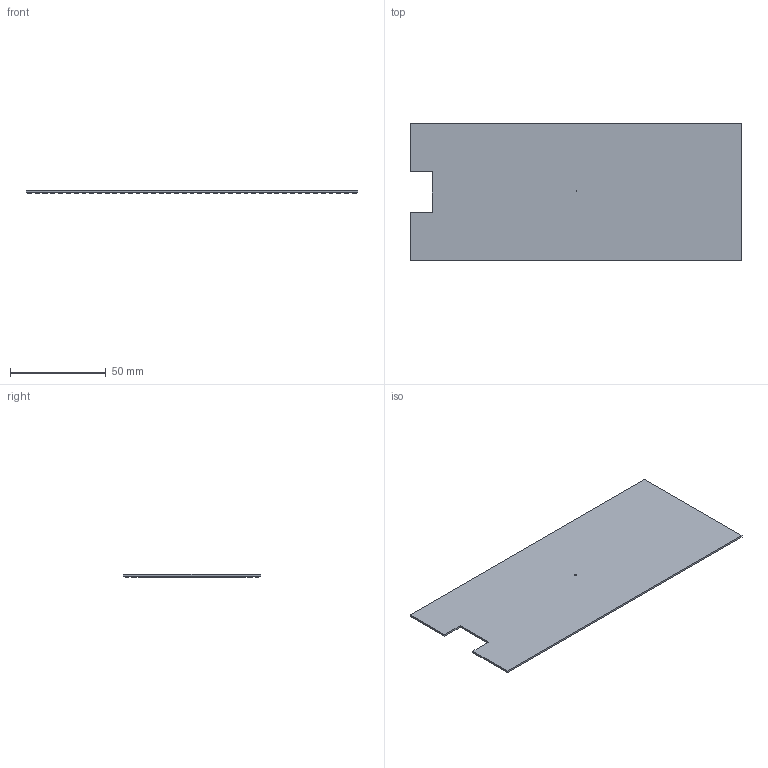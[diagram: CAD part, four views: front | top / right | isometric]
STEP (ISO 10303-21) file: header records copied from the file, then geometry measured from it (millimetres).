
FILE_DESCRIPTION(('TFLEX Exchange Step'),'2;1');
FILE_NAME(' низ.stp', '2022-03-31T12:14:08+03:00',('ilya'),('Unknown organisation'),'TFLEX Exchange 2022.0','T-FLEX CAD','Unknown authorisation');
FILE_SCHEMA( ('AUTOMOTIVE_DESIGN { 1 0 10303 214 1 1 1 1 }') );
Length unit declared in the file: millimetre
Products named in the file (174): норм заклепка; декор низ
Assembly tree (250 placements, depth 3):
  декор низ
    норм заклепка
      норм заклепка
    норм заклепка
      норм заклепка
    норм заклепка
      норм заклепка
    норм заклепка
      норм заклепка
    норм заклепка
      норм заклепка
    норм заклепка
      норм заклепка
    норм заклепка
      норм заклепка
    норм заклепка
      норм заклепка
    норм заклепка
      норм заклепка
    норм заклепка
      норм заклепка
    норм заклепка
      норм заклепка
    норм заклепка
      норм заклепка
    норм заклепка
      норм заклепка
    норм заклепка
      норм заклепка
    норм заклепка
      норм заклепка
    норм заклепка
      норм заклепка
    норм заклепка
      норм заклепка
    норм заклепка
      норм заклепка
    норм заклепка
      норм заклепка
    норм заклепка
      норм заклепка
    норм заклепка
      норм заклепка
    норм заклепка
      норм заклепка
    норм заклепка
      норм заклепка
    норм заклепка
      норм заклепка
    норм заклепка
      норм заклепка
    норм заклепка
      норм заклепка
    норм заклепка
      норм заклепка
    норм заклепка
      норм заклепка
    норм заклепка
      норм заклепка
    норм заклепка
Bounding box: 173.57 x 72 x 2 mm (x, y, z)
Volume: 12525.9 mm3; surface area: 26295.7 mm2
Topology: 127 solids, 127 shells, 1018 faces, 2040 edges, 1276 vertices
Faces by surface type: bspline 376, torus 316, plane 168, cylinder 158
Entity records: 19116 total; most frequent: CARTESIAN_POINT 10205, ORIENTED_EDGE 1584, EDGE_CURVE 792, DIRECTION 592, PRODUCT_DEFINITION_SHAPE 501, VERTEX_POINT 496, EDGE_LOOP 394, FACE_BOUND 394
